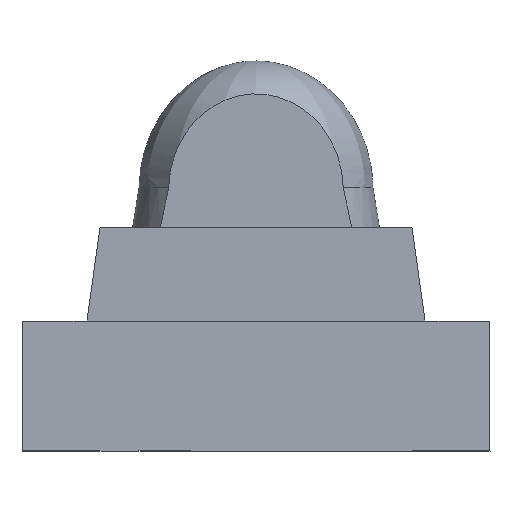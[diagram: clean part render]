
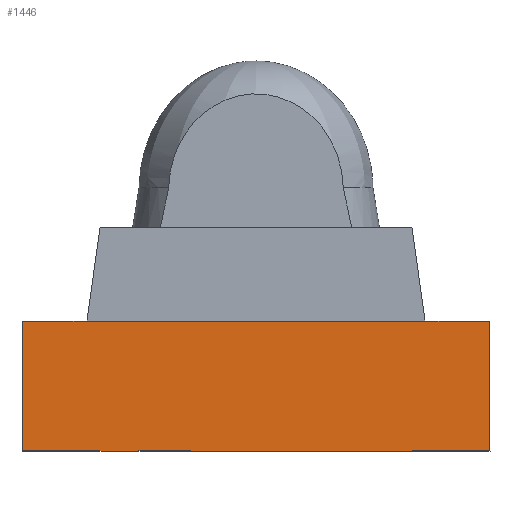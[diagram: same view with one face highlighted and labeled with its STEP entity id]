
A CAD part, front view. The second image highlights one B-rep face of the part: STEP entity #1446.
In plain terms, the highlighted planar face has unit normal (0, -1, 0).
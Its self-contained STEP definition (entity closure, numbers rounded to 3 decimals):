
#66 = CARTESIAN_POINT ( 'NONE',  ( 273.823, 148.033, 0.001 ) ) ;
#68 = CARTESIAN_POINT ( 'NONE',  ( 273.823, 148.033, 0. ) ) ;
#87 = CARTESIAN_POINT ( 'NONE',  ( 273.623, 148.033, 0.001 ) ) ;
#88 = CARTESIAN_POINT ( 'NONE',  ( 274.972, 148.033, 0.001 ) ) ;
#92 = CARTESIAN_POINT ( 'NONE',  ( 273.473, 148.033, 0. ) ) ;
#93 = CARTESIAN_POINT ( 'NONE',  ( 273.174, 148.033, 0.001 ) ) ;
#94 = CARTESIAN_POINT ( 'NONE',  ( 273.623, 148.033, 0. ) ) ;
#103 = CARTESIAN_POINT ( 'NONE',  ( 274.773, 148.033, 0.499 ) ) ;
#108 = CARTESIAN_POINT ( 'NONE',  ( 274.972, 148.033, 0.499 ) ) ;
#115 = CARTESIAN_POINT ( 'NONE',  ( 273.373, 148.033, 0.499 ) ) ;
#116 = CARTESIAN_POINT ( 'NONE',  ( 274.673, 148.033, 0.001 ) ) ;
#129 = CARTESIAN_POINT ( 'NONE',  ( 273.174, 148.033, 0.499 ) ) ;
#130 = CARTESIAN_POINT ( 'NONE',  ( 274.673, 148.033, 0. ) ) ;
#143 = CARTESIAN_POINT ( 'NONE',  ( 273.473, 148.033, 0.001 ) ) ;
#473 = CARTESIAN_POINT ( 'NONE',  ( 273.174, 148.033, 0.5 ) ) ;
#482 = DIRECTION ( 'NONE',  ( 0., -1., 0. ) ) ;
#483 = PLANE ( 'NONE',  #4666 ) ;
#486 = DIRECTION ( 'NONE',  ( 0., 0., -1. ) ) ;
#728 = DIRECTION ( 'NONE',  ( -1., 0., 0. ) ) ;
#729 = DIRECTION ( 'NONE',  ( 0., 0., 1. ) ) ;
#730 = DIRECTION ( 'NONE',  ( 0., 0., 1. ) ) ;
#731 = LINE ( 'NONE', #758, #4782 ) ;
#732 = LINE ( 'NONE', #735, #4791 ) ;
#733 = LINE ( 'NONE', #734, #4779 ) ;
#734 = CARTESIAN_POINT ( 'NONE',  ( 273.473, 148.033, 0.001 ) ) ;
#735 = CARTESIAN_POINT ( 'NONE',  ( 274.073, 148.033, 0.001 ) ) ;
#736 = DIRECTION ( 'NONE',  ( -1., 0., 0. ) ) ;
#737 = DIRECTION ( 'NONE',  ( -1., 0., 0. ) ) ;
#741 = LINE ( 'NONE', #745, #4777 ) ;
#742 = CARTESIAN_POINT ( 'NONE',  ( 273.473, 148.033, 0. ) ) ;
#743 = DIRECTION ( 'NONE',  ( -1., 0., 0. ) ) ;
#745 = CARTESIAN_POINT ( 'NONE',  ( 273.623, 148.033, 0.001 ) ) ;
#747 = CARTESIAN_POINT ( 'NONE',  ( 273.623, 148.033, 0. ) ) ;
#749 = LINE ( 'NONE', #742, #4778 ) ;
#750 = DIRECTION ( 'NONE',  ( 0., 0., -1. ) ) ;
#753 = LINE ( 'NONE', #754, #4784 ) ;
#754 = CARTESIAN_POINT ( 'NONE',  ( 274.673, 148.033, 0. ) ) ;
#756 = LINE ( 'NONE', #747, #4775 ) ;
#758 = CARTESIAN_POINT ( 'NONE',  ( 273.174, 148.033, 0.001 ) ) ;
#976 = B_SPLINE_CURVE_WITH_KNOTS ( 'NONE', 3,
 ( #2087, #2098, #2096, #2102 ),
 .UNSPECIFIED., .F., .F.,
 ( 4, 4 ),
 ( 0., 1. ),
 .UNSPECIFIED. ) ;
#1143 = LINE ( 'NONE', #1144, #4303 ) ;
#1144 = CARTESIAN_POINT ( 'NONE',  ( 273.823, 148.033, 0.5 ) ) ;
#1145 = DIRECTION ( 'NONE',  ( 0., 0., -1. ) ) ;
#1217 = EDGE_CURVE ( 'NONE', #3871, #3869, #756, .T. ) ;
#1219 = EDGE_CURVE ( 'NONE', #3863, #3871, #741, .T. ) ;
#1220 = EDGE_CURVE ( 'NONE', #3869, #3882, #749, .T. ) ;
#1221 = EDGE_CURVE ( 'NONE', #3882, #3870, #733, .T. ) ;
#1222 = EDGE_CURVE ( 'NONE', #3870, #3886, #731, .T. ) ;
#1223 = EDGE_CURVE ( 'NONE', #3848, #3863, #732, .T. ) ;
#1225 = EDGE_CURVE ( 'NONE', #3892, #3847, #753, .T. ) ;
#1277 = EDGE_CURVE ( 'NONE', #3848, #3847, #1143, .T. ) ;
#1363 = EDGE_CURVE ( 'NONE', #3892, #3884, #1914, .T. ) ;
#1366 = EDGE_CURVE ( 'NONE', #3886, #3888, #2049, .T. ) ;
#1367 = EDGE_CURVE ( 'NONE', #3867, #3879, #2043, .T. ) ;
#1376 = EDGE_CURVE ( 'NONE', #3888, #3877, #2090, .T. ) ;
#1379 = EDGE_CURVE ( 'NONE', #3879, #3877, #976, .T. ) ;
#1382 = EDGE_CURVE ( 'NONE', #3884, #3867, #2106, .T. ) ;
#1446 = ADVANCED_FACE ( 'NONE', ( #4654 ), #483, .T. ) ;
#1914 = LINE ( 'NONE', #1919, #4495 ) ;
#1918 = DIRECTION ( 'NONE',  ( 0., 0., 1. ) ) ;
#1919 = CARTESIAN_POINT ( 'NONE',  ( 274.673, 148.033, 0.5 ) ) ;
#2040 = DIRECTION ( 'NONE',  ( 0., 0., 1. ) ) ;
#2042 = CARTESIAN_POINT ( 'NONE',  ( 273.174, 148.033, 0.499 ) ) ;
#2043 = LINE ( 'NONE', #2046, #4516 ) ;
#2046 = CARTESIAN_POINT ( 'NONE',  ( 274.972, 148.033, 0.5 ) ) ;
#2048 = DIRECTION ( 'NONE',  ( 1., 0., 0. ) ) ;
#2049 = LINE ( 'NONE', #2042, #4497 ) ;
#2087 = CARTESIAN_POINT ( 'NONE',  ( 274.972, 148.033, 0.499 ) ) ;
#2090 = LINE ( 'NONE', #2091, #4513 ) ;
#2091 = CARTESIAN_POINT ( 'NONE',  ( 273.273, 148.033, 0.5 ) ) ;
#2096 = CARTESIAN_POINT ( 'NONE',  ( 274.839, 148.033, 0.499 ) ) ;
#2098 = CARTESIAN_POINT ( 'NONE',  ( 274.905, 148.033, 0.499 ) ) ;
#2102 = CARTESIAN_POINT ( 'NONE',  ( 274.773, 148.033, 0.499 ) ) ;
#2104 = DIRECTION ( 'NONE',  ( 1., 0., 0. ) ) ;
#2106 = LINE ( 'NONE', #2108, #4536 ) ;
#2108 = CARTESIAN_POINT ( 'NONE',  ( 273.174, 148.033, 0.001 ) ) ;
#2111 = DIRECTION ( 'NONE',  ( 1., 0., 0. ) ) ;
#3712 = ORIENTED_EDGE ( 'NONE', *, *, #1379, .T. ) ;
#3714 = ORIENTED_EDGE ( 'NONE', *, *, #1367, .T. ) ;
#3724 = ORIENTED_EDGE ( 'NONE', *, *, #1366, .F. ) ;
#3726 = ORIENTED_EDGE ( 'NONE', *, *, #1382, .T. ) ;
#3728 = ORIENTED_EDGE ( 'NONE', *, *, #1376, .F. ) ;
#3735 = ORIENTED_EDGE ( 'NONE', *, *, #1363, .T. ) ;
#3738 = EDGE_LOOP ( 'NONE', ( #4075, #4065, #4068, #4082, #4080, #4067, #4069, #4087, #3735, #3726, #3714, #3712, #3728, #3724 ) ) ;
#3847 = VERTEX_POINT ( 'NONE', #68 ) ;
#3848 = VERTEX_POINT ( 'NONE', #66 ) ;
#3863 = VERTEX_POINT ( 'NONE', #87 ) ;
#3867 = VERTEX_POINT ( 'NONE', #88 ) ;
#3869 = VERTEX_POINT ( 'NONE', #92 ) ;
#3870 = VERTEX_POINT ( 'NONE', #93 ) ;
#3871 = VERTEX_POINT ( 'NONE', #94 ) ;
#3877 = VERTEX_POINT ( 'NONE', #103 ) ;
#3879 = VERTEX_POINT ( 'NONE', #108 ) ;
#3882 = VERTEX_POINT ( 'NONE', #143 ) ;
#3884 = VERTEX_POINT ( 'NONE', #116 ) ;
#3886 = VERTEX_POINT ( 'NONE', #129 ) ;
#3888 = VERTEX_POINT ( 'NONE', #115 ) ;
#3892 = VERTEX_POINT ( 'NONE', #130 ) ;
#4065 = ORIENTED_EDGE ( 'NONE', *, *, #1221, .F. ) ;
#4067 = ORIENTED_EDGE ( 'NONE', *, *, #1223, .F. ) ;
#4068 = ORIENTED_EDGE ( 'NONE', *, *, #1220, .F. ) ;
#4069 = ORIENTED_EDGE ( 'NONE', *, *, #1277, .T. ) ;
#4075 = ORIENTED_EDGE ( 'NONE', *, *, #1222, .F. ) ;
#4080 = ORIENTED_EDGE ( 'NONE', *, *, #1219, .F. ) ;
#4082 = ORIENTED_EDGE ( 'NONE', *, *, #1217, .F. ) ;
#4087 = ORIENTED_EDGE ( 'NONE', *, *, #1225, .F. ) ;
#4303 = VECTOR ( 'NONE', #1145, 1000. ) ;
#4495 = VECTOR ( 'NONE', #1918, 1000. ) ;
#4497 = VECTOR ( 'NONE', #2048, 1000. ) ;
#4513 = VECTOR ( 'NONE', #2104, 1000. ) ;
#4516 = VECTOR ( 'NONE', #2040, 1000. ) ;
#4536 = VECTOR ( 'NONE', #2111, 1000. ) ;
#4654 = FACE_OUTER_BOUND ( 'NONE', #3738, .T. ) ;
#4666 = AXIS2_PLACEMENT_3D ( 'NONE', #473, #482, #486 ) ;
#4775 = VECTOR ( 'NONE', #728, 1000. ) ;
#4777 = VECTOR ( 'NONE', #750, 1000. ) ;
#4778 = VECTOR ( 'NONE', #729, 1000. ) ;
#4779 = VECTOR ( 'NONE', #737, 1000. ) ;
#4782 = VECTOR ( 'NONE', #730, 1000. ) ;
#4784 = VECTOR ( 'NONE', #743, 1000. ) ;
#4791 = VECTOR ( 'NONE', #736, 1000. ) ;
